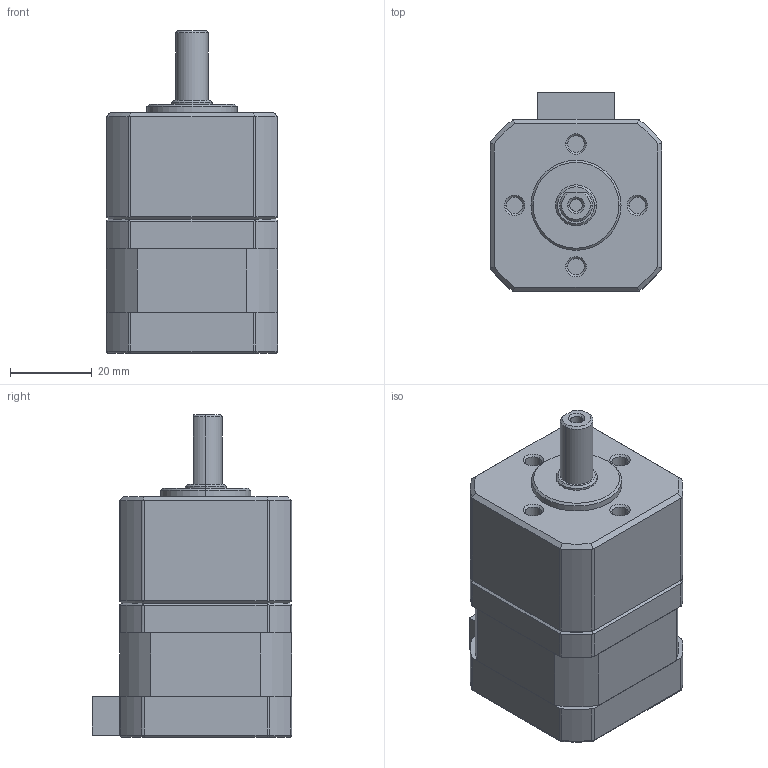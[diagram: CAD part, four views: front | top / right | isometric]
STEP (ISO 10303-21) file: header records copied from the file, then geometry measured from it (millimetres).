
FILE_DESCRIPTION (( 'STEP AP203' ), '1' );
FILE_NAME ('M042C010-03(STP-43D1103).STEP', '2020-04-20T12:01:57', ( '' ), ( '' ), 'SwSTEP 2.0', 'SolidWorks 2018', '' );
FILE_SCHEMA (( 'CONFIG_CONTROL_DESIGN' ));
Length unit declared in the file: millimetre
Products named in the file (1): M042C010-03(STP-43D1103)
Bounding box: 42 x 48.7 x 78.8 mm (x, y, z)
Volume: 102010.2 mm3; surface area: 20425.1 mm2
Topology: 3 solids, 3 shells, 150 faces, 366 edges, 230 vertices
Faces by surface type: cylinder 61, plane 48, cone 29, torus 12
Entity records: 4520 total; most frequent: CARTESIAN_POINT 969, DIRECTION 737, ORIENTED_EDGE 732, EDGE_CURVE 366, AXIS2_PLACEMENT_3D 294, VERTEX_POINT 230, EDGE_LOOP 158, ADVANCED_FACE 150
